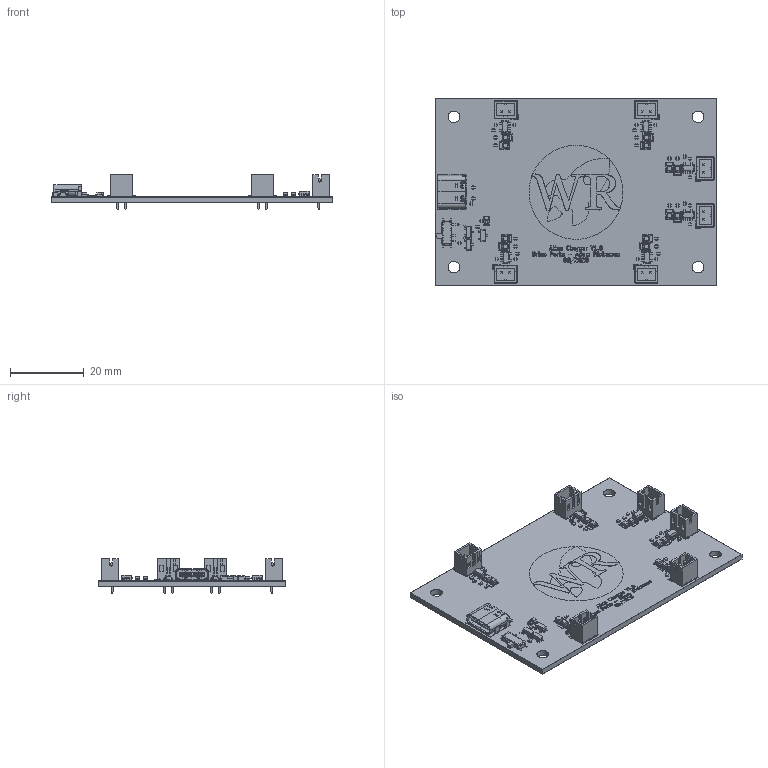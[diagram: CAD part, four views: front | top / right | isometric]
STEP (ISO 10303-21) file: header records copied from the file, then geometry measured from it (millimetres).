
FILE_DESCRIPTION(('KiCad electronic assembly'),'2;1');
FILE_NAME('AltusChargerV1.step','2025-08-07T00:35:36',('Pcbnew'),( 'Kicad'),'Open CASCADE STEP processor 7.8','KiCad to STEP converter' ,'Unknown');
FILE_SCHEMA(('AUTOMOTIVE_DESIGN { 1 0 10303 214 1 1 1 1 }'));
Length unit declared in the file: millimetre
Products named in the file (13): AltusChargerV1 1; LED_0805_2012Metric; R_0402_1005Metric; LED_0603_1608Metric; C_0402_1005Metric; JST_PH_B2B-PH-K_1x02_P2.00mm_Vertical; SOT-23-5; kicad_embedded_D42D50230B76A4E84A28EE23A2FC8E44; SOT-23; USB_C_Receptacle_GCT_USB4105-xx-A_16P_TopMnt_Horizontal; AltusCharger_silkscreen; AltusCharger_soldermask; AltusCharger_PCB
Assembly tree (69 placements, depth 2):
  AltusChargerV1 1
    LED_0805_2012Metric  x12
    R_0402_1005Metric  x23
    LED_0603_1608Metric
    C_0402_1005Metric  x13
    JST_PH_B2B-PH-K_1x02_P2.00mm_Vertical  x6
    SOT-23-5  x6
    kicad_embedded_D42D50230B76A4E84A28EE23A2FC8E44
    SOT-23  x3
    USB_C_Receptacle_GCT_USB4105-xx-A_16P_TopMnt_Horizontal
    AltusCharger_silkscreen
    AltusCharger_soldermask
    AltusCharger_PCB
Bounding box: 76.2 x 50.8 x 9.4 mm (x, y, z)
Volume: 6546.9 mm3; surface area: 18415.7 mm2
Topology: 107 solids, 293 shells, 4116 faces, 12886 edges, 9219 vertices
Faces by surface type: plane 3053, cylinder 796, bspline 255, cone 12
Full cylindrical faces by diameter (mm): 0.5 x2, 0.65 x2, 0.75 x12, 0.9 x2, 3.2 x4
Entity records: 73197 total; most frequent: CARTESIAN_POINT 12767, DIRECTION 10210, ORIENTED_EDGE 9357, EDGE_CURVE 6038, VERTEX_POINT 4827, LINE 4734, VECTOR 4734, AXIS2_PLACEMENT_3D 2738
